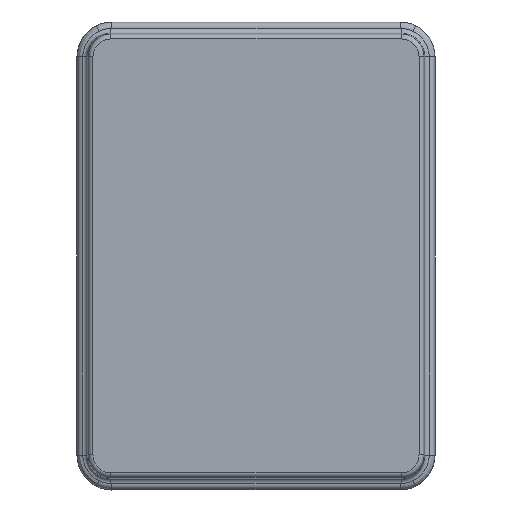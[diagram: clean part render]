
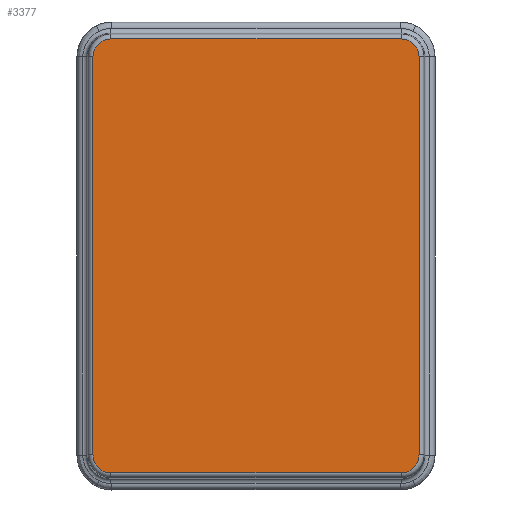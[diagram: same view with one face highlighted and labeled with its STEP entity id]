
A CAD part, top view. The second image highlights one B-rep face of the part: STEP entity #3377.
In plain terms, the highlighted planar face has unit normal (0, 0, 1).
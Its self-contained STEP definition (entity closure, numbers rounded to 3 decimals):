
#992=DIRECTION('',(1.,0.,0.));
#993=VECTOR('',#992,124.2);
#994=CARTESIAN_POINT('',(-62.1,-92.808,25.));
#995=LINE('',#994,#993);
#996=DIRECTION('',(0.,1.,0.));
#997=VECTOR('',#996,170.3);
#998=CARTESIAN_POINT('',(-69.758,-85.15,25.));
#999=LINE('',#998,#997);
#1000=DIRECTION('',(1.,0.,0.));
#1001=VECTOR('',#1000,124.2);
#1002=CARTESIAN_POINT('',(-62.1,92.808,25.));
#1003=LINE('',#1002,#1001);
#1009=DIRECTION('',(0.,1.,0.));
#1010=VECTOR('',#1009,170.3);
#1011=CARTESIAN_POINT('',(69.758,-85.15,25.));
#1012=LINE('',#1011,#1010);
#1235=CARTESIAN_POINT('',(-62.1,-85.15,25.));
#1236=DIRECTION('',(0.,0.,-1.));
#1237=DIRECTION('',(0.,-1.,0.));
#1238=AXIS2_PLACEMENT_3D('',#1235,#1236,#1237);
#1320=CARTESIAN_POINT('',(62.1,-85.15,25.));
#1321=DIRECTION('',(0.,0.,1.));
#1322=DIRECTION('',(0.,-1.,0.));
#1323=AXIS2_PLACEMENT_3D('',#1320,#1321,#1322);
#1551=CARTESIAN_POINT('',(62.1,85.15,25.));
#1552=DIRECTION('',(0.,0.,-1.));
#1553=DIRECTION('',(0.,1.,0.));
#1554=AXIS2_PLACEMENT_3D('',#1551,#1552,#1553);
#1566=CARTESIAN_POINT('',(-62.1,85.15,25.));
#1567=DIRECTION('',(0.,0.,1.));
#1568=DIRECTION('',(0.,1.,0.));
#1569=AXIS2_PLACEMENT_3D('',#1566,#1567,#1568);
#1660=CARTESIAN_POINT('',(-62.1,92.808,25.));
#1661=CARTESIAN_POINT('',(-69.758,85.15,25.));
#1662=VERTEX_POINT('',#1660);
#1663=VERTEX_POINT('',#1661);
#1762=CARTESIAN_POINT('',(62.1,92.808,25.));
#1763=CARTESIAN_POINT('',(69.758,85.15,25.));
#1764=VERTEX_POINT('',#1762);
#1765=VERTEX_POINT('',#1763);
#1864=CARTESIAN_POINT('',(-62.1,-92.808,25.));
#1865=CARTESIAN_POINT('',(-69.758,-85.15,25.));
#1866=VERTEX_POINT('',#1864);
#1867=VERTEX_POINT('',#1865);
#1966=CARTESIAN_POINT('',(62.1,-92.808,25.));
#1967=CARTESIAN_POINT('',(69.758,-85.15,25.));
#1968=VERTEX_POINT('',#1966);
#1969=VERTEX_POINT('',#1967);
#3355=CARTESIAN_POINT('',(0.,0.,25.));
#3356=DIRECTION('',(0.,0.,1.));
#3357=DIRECTION('',(1.,0.,0.));
#3358=AXIS2_PLACEMENT_3D('',#3355,#3356,#3357);
#3359=PLANE('',#3358);
#3361=ORIENTED_EDGE('',*,*,#3360,.F.);
#3363=ORIENTED_EDGE('',*,*,#3362,.F.);
#3365=ORIENTED_EDGE('',*,*,#3364,.F.);
#3367=ORIENTED_EDGE('',*,*,#3366,.T.);
#3368=ORIENTED_EDGE('',*,*,#3345,.T.);
#3370=ORIENTED_EDGE('',*,*,#3369,.F.);
#3372=ORIENTED_EDGE('',*,*,#3371,.T.);
#3374=ORIENTED_EDGE('',*,*,#3373,.T.);
#3375=EDGE_LOOP('',(#3361,#3363,#3365,#3367,#3368,#3370,#3372,#3374));
#3376=FACE_OUTER_BOUND('',#3375,.F.);
#3377=ADVANCED_FACE('',(#3376),#3359,.T.);
#1239=CIRCLE('',#1238,7.658);
#1324=CIRCLE('',#1323,7.658);
#1555=CIRCLE('',#1554,7.658);
#1570=CIRCLE('',#1569,7.658);
#3345=EDGE_CURVE('',#1867,#1663,#999,.T.);
#3360=EDGE_CURVE('',#1969,#1765,#1012,.T.);
#3362=EDGE_CURVE('',#1968,#1969,#1324,.T.);
#3364=EDGE_CURVE('',#1866,#1968,#995,.T.);
#3366=EDGE_CURVE('',#1866,#1867,#1239,.T.);
#3369=EDGE_CURVE('',#1662,#1663,#1570,.T.);
#3371=EDGE_CURVE('',#1662,#1764,#1003,.T.);
#3373=EDGE_CURVE('',#1764,#1765,#1555,.T.);
